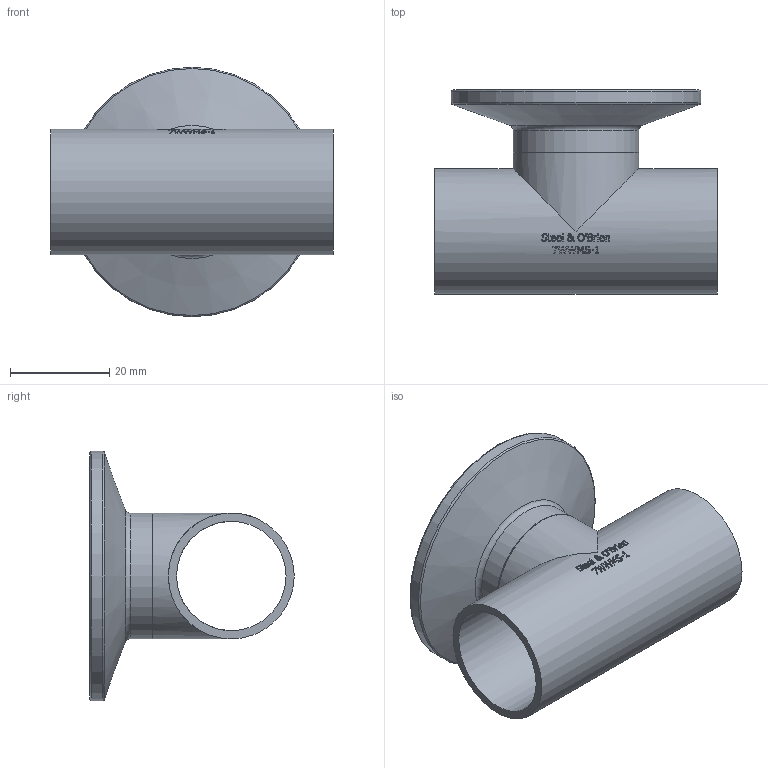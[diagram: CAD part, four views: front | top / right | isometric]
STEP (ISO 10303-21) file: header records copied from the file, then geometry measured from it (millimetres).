
FILE_DESCRIPTION(/* description */ (''),/* implementation_level */ '2;1');
FILE_NAME(/* name */ '7WWMS-1.stp',/* time_stamp */ '2019-08-06T15:57:30-04:00',/* author */ ('rick'),/* organization */ (''),/* preprocessor_version */ 'ST-DEVELOPER v15.2',/* originating_system */ 'Autodesk Inventor 2014',/* authorisation */ '');
FILE_SCHEMA (('AUTOMOTIVE_DESIGN { 1 0 10303 214 3 1 1 }'));
Length unit declared in the file: inch
Products named in the file (1): 7WWMS-1
Bounding box: 57.15 x 41.27 x 50.39 mm (x, y, z)
Volume: 15464.9 mm3; surface area: 14026.8 mm2
Topology: 1 solids, 1 shells, 334 faces, 894 edges, 593 vertices
Faces by surface type: plane 150, bspline 136, cylinder 36, torus 9, cone 3
Full cylindrical faces by diameter (mm): 22.098 x3, 25.4 x3, 50.394 x1
Entity records: 12928 total; most frequent: CARTESIAN_POINT 5389, ORIENTED_EDGE 1736, DIRECTION 1178, EDGE_CURVE 868, VERTEX_POINT 588, LINE 412, VECTOR 412, EDGE_LOOP 390
